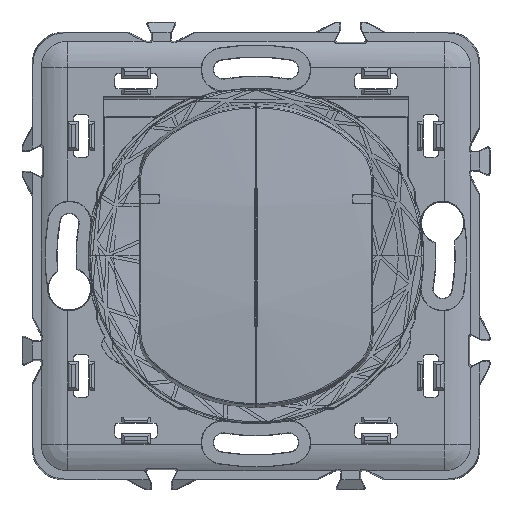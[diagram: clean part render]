
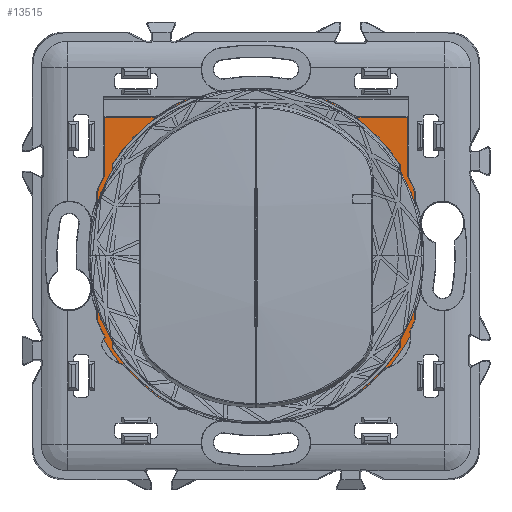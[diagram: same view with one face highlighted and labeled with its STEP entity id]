
A CAD part, top view. The second image highlights one B-rep face of the part: STEP entity #13515.
In plain terms, the highlighted planar face has unit normal (0, 0, 1).
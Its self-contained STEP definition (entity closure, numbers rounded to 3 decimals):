
#13330=AXIS2_PLACEMENT_3D('Circle Axis2P3D',#13328,#13329,$) ;
#13351=AXIS2_PLACEMENT_3D('Plane Axis2P3D',#13348,#13349,#13350) ;
#13364=AXIS2_PLACEMENT_3D('Circle Axis2P3D',#13362,#13363,$) ;
#13371=AXIS2_PLACEMENT_3D('Circle Axis2P3D',#13369,#13370,$) ;
#13378=AXIS2_PLACEMENT_3D('Circle Axis2P3D',#13376,#13377,$) ;
#13385=AXIS2_PLACEMENT_3D('Circle Axis2P3D',#13383,#13384,$) ;
#13392=AXIS2_PLACEMENT_3D('Circle Axis2P3D',#13390,#13391,$) ;
#13406=AXIS2_PLACEMENT_3D('Circle Axis2P3D',#13404,#13405,$) ;
#13427=AXIS2_PLACEMENT_3D('Circle Axis2P3D',#13425,#13426,$) ;
#13441=AXIS2_PLACEMENT_3D('Circle Axis2P3D',#13439,#13440,$) ;
#13462=AXIS2_PLACEMENT_3D('Circle Axis2P3D',#13460,#13461,$) ;
#13474=AXIS2_PLACEMENT_3D('Circle Axis2P3D',#13472,#13473,$) ;
#13481=AXIS2_PLACEMENT_3D('Circle Axis2P3D',#13479,#13480,$) ;
#13488=AXIS2_PLACEMENT_3D('Circle Axis2P3D',#13486,#13487,$) ;
#12801=CARTESIAN_POINT('Vertex',(-24.087,-13.27,31.243)) ;
#12804=CARTESIAN_POINT('Line Origine',(-16.428,-0.005,31.243)) ;
#12808=CARTESIAN_POINT('Vertex',(-23.852,-12.864,31.243)) ;
#13328=CARTESIAN_POINT('Axis2P3D Location',(0.,0.,31.243)) ;
#13332=CARTESIAN_POINT('Vertex',(-25.15,-10.094,31.243)) ;
#13348=CARTESIAN_POINT('Axis2P3D Location',(0.,0.,31.243)) ;
#13353=CARTESIAN_POINT('Line Origine',(0.,-24.15,31.243)) ;
#13357=CARTESIAN_POINT('Vertex',(12.296,-24.15,31.243)) ;
#13359=CARTESIAN_POINT('Vertex',(-12.296,-24.15,31.243)) ;
#13362=CARTESIAN_POINT('Axis2P3D Location',(0.,0.,31.243)) ;
#13366=CARTESIAN_POINT('Vertex',(20.548,-17.669,31.243)) ;
#13369=CARTESIAN_POINT('Axis2P3D Location',(19.409,-12.8,31.243)) ;
#13373=CARTESIAN_POINT('Vertex',(21.258,-17.446,31.243)) ;
#13376=CARTESIAN_POINT('Axis2P3D Location',(0.,0.,31.243)) ;
#13380=CARTESIAN_POINT('Vertex',(24.408,-12.67,31.243)) ;
#13383=CARTESIAN_POINT('Axis2P3D Location',(19.409,-12.8,31.243)) ;
#13387=CARTESIAN_POINT('Vertex',(24.333,-11.93,31.243)) ;
#13390=CARTESIAN_POINT('Axis2P3D Location',(0.,0.,31.243)) ;
#13394=CARTESIAN_POINT('Vertex',(25.15,-10.094,31.243)) ;
#13397=CARTESIAN_POINT('Line Origine',(25.15,0.,31.243)) ;
#13401=CARTESIAN_POINT('Vertex',(25.15,10.094,31.243)) ;
#13404=CARTESIAN_POINT('Axis2P3D Location',(0.,0.,31.243)) ;
#13408=CARTESIAN_POINT('Vertex',(24.,12.586,31.243)) ;
#13411=CARTESIAN_POINT('Line Origine',(24.,17.293,31.243)) ;
#13415=CARTESIAN_POINT('Vertex',(24.,22.,31.243)) ;
#13418=CARTESIAN_POINT('Line Origine',(19.912,22.,31.243)) ;
#13422=CARTESIAN_POINT('Vertex',(15.824,22.,31.243)) ;
#13425=CARTESIAN_POINT('Axis2P3D Location',(0.,0.,31.243)) ;
#13429=CARTESIAN_POINT('Vertex',(10.094,25.15,31.243)) ;
#13432=CARTESIAN_POINT('Line Origine',(0.,25.15,31.243)) ;
#13436=CARTESIAN_POINT('Vertex',(-10.094,25.15,31.243)) ;
#13439=CARTESIAN_POINT('Axis2P3D Location',(0.,0.,31.243)) ;
#13443=CARTESIAN_POINT('Vertex',(-15.824,22.,31.243)) ;
#13446=CARTESIAN_POINT('Line Origine',(-19.912,22.,31.243)) ;
#13450=CARTESIAN_POINT('Vertex',(-24.,22.,31.243)) ;
#13453=CARTESIAN_POINT('Line Origine',(-24.,17.293,31.243)) ;
#13457=CARTESIAN_POINT('Vertex',(-24.,12.586,31.243)) ;
#13460=CARTESIAN_POINT('Axis2P3D Location',(0.,0.,31.243)) ;
#13464=CARTESIAN_POINT('Vertex',(-25.15,10.094,31.243)) ;
#13467=CARTESIAN_POINT('Line Origine',(-25.15,0.,31.243)) ;
#13472=CARTESIAN_POINT('Axis2P3D Location',(0.,0.,31.243)) ;
#13476=CARTESIAN_POINT('Vertex',(-21.713,-16.876,31.243)) ;
#13479=CARTESIAN_POINT('Axis2P3D Location',(-19.742,-12.281,31.243)) ;
#13483=CARTESIAN_POINT('Vertex',(-21.01,-17.117,31.243)) ;
#13486=CARTESIAN_POINT('Axis2P3D Location',(0.,0.,31.243)) ;
#12805=DIRECTION('Vector Direction',(-0.5,-0.866,0.)) ;
#13329=DIRECTION('Axis2P3D Direction',(0.,0.,1.)) ;
#13349=DIRECTION('Axis2P3D Direction',(0.,0.,1.)) ;
#13350=DIRECTION('Axis2P3D XDirection',(1.,0.,0.)) ;
#13354=DIRECTION('Vector Direction',(-1.,0.,0.)) ;
#13363=DIRECTION('Axis2P3D Direction',(0.,0.,1.)) ;
#13370=DIRECTION('Axis2P3D Direction',(0.,0.,1.)) ;
#13377=DIRECTION('Axis2P3D Direction',(0.,0.,1.)) ;
#13384=DIRECTION('Axis2P3D Direction',(0.,0.,1.)) ;
#13391=DIRECTION('Axis2P3D Direction',(0.,0.,1.)) ;
#13398=DIRECTION('Vector Direction',(0.,1.,0.)) ;
#13405=DIRECTION('Axis2P3D Direction',(0.,0.,1.)) ;
#13412=DIRECTION('Vector Direction',(0.,1.,0.)) ;
#13419=DIRECTION('Vector Direction',(1.,0.,0.)) ;
#13426=DIRECTION('Axis2P3D Direction',(0.,0.,1.)) ;
#13433=DIRECTION('Vector Direction',(1.,0.,0.)) ;
#13440=DIRECTION('Axis2P3D Direction',(0.,0.,1.)) ;
#13447=DIRECTION('Vector Direction',(1.,0.,0.)) ;
#13454=DIRECTION('Vector Direction',(0.,1.,0.)) ;
#13461=DIRECTION('Axis2P3D Direction',(0.,0.,1.)) ;
#13468=DIRECTION('Vector Direction',(0.,-1.,0.)) ;
#13473=DIRECTION('Axis2P3D Direction',(0.,0.,1.)) ;
#13480=DIRECTION('Axis2P3D Direction',(0.,0.,1.)) ;
#13487=DIRECTION('Axis2P3D Direction',(0.,0.,1.)) ;
#12806=VECTOR('Line Direction',#12805,1.) ;
#13355=VECTOR('Line Direction',#13354,1.) ;
#13399=VECTOR('Line Direction',#13398,1.) ;
#13413=VECTOR('Line Direction',#13412,1.) ;
#13420=VECTOR('Line Direction',#13419,1.) ;
#13434=VECTOR('Line Direction',#13433,1.) ;
#13448=VECTOR('Line Direction',#13447,1.) ;
#13455=VECTOR('Line Direction',#13454,1.) ;
#13469=VECTOR('Line Direction',#13468,1.) ;
#13492=ORIENTED_EDGE('',*,*,#13361,.F.) ;
#13493=ORIENTED_EDGE('',*,*,#13368,.F.) ;
#13494=ORIENTED_EDGE('',*,*,#13375,.T.) ;
#13495=ORIENTED_EDGE('',*,*,#13382,.T.) ;
#13496=ORIENTED_EDGE('',*,*,#13389,.T.) ;
#13497=ORIENTED_EDGE('',*,*,#13396,.F.) ;
#13498=ORIENTED_EDGE('',*,*,#13403,.F.) ;
#13499=ORIENTED_EDGE('',*,*,#13410,.F.) ;
#13500=ORIENTED_EDGE('',*,*,#13417,.F.) ;
#13501=ORIENTED_EDGE('',*,*,#13424,.F.) ;
#13502=ORIENTED_EDGE('',*,*,#13431,.F.) ;
#13503=ORIENTED_EDGE('',*,*,#13438,.F.) ;
#13504=ORIENTED_EDGE('',*,*,#13445,.F.) ;
#13505=ORIENTED_EDGE('',*,*,#13452,.F.) ;
#13506=ORIENTED_EDGE('',*,*,#13459,.F.) ;
#13507=ORIENTED_EDGE('',*,*,#13466,.F.) ;
#13508=ORIENTED_EDGE('',*,*,#13471,.F.) ;
#13509=ORIENTED_EDGE('',*,*,#13334,.F.) ;
#13510=ORIENTED_EDGE('',*,*,#12810,.T.) ;
#13511=ORIENTED_EDGE('',*,*,#13478,.T.) ;
#13512=ORIENTED_EDGE('',*,*,#13485,.T.) ;
#13513=ORIENTED_EDGE('',*,*,#13490,.F.) ;
#13515=ADVANCED_FACE('AG13891_A .1\\GH01242_A.1\\Corps principal',(#13514),#13352,.T.) ;
#13331=CIRCLE('generated circle',#13330,27.1) ;
#13365=CIRCLE('generated circle',#13364,27.1) ;
#13372=CIRCLE('generated circle',#13371,5.) ;
#13379=CIRCLE('generated circle',#13378,27.5) ;
#13386=CIRCLE('generated circle',#13385,5.) ;
#13393=CIRCLE('generated circle',#13392,27.1) ;
#13407=CIRCLE('generated circle',#13406,27.1) ;
#13428=CIRCLE('generated circle',#13427,27.1) ;
#13442=CIRCLE('generated circle',#13441,27.1) ;
#13463=CIRCLE('generated circle',#13462,27.1) ;
#13475=CIRCLE('generated circle',#13474,27.5) ;
#13482=CIRCLE('generated circle',#13481,5.) ;
#13489=CIRCLE('generated circle',#13488,27.1) ;
#12810=EDGE_CURVE('',#12809,#12802,#12807,.T.) ;
#13334=EDGE_CURVE('',#12809,#13333,#13331,.F.) ;
#13361=EDGE_CURVE('',#13358,#13360,#13356,.T.) ;
#13368=EDGE_CURVE('',#13367,#13358,#13365,.F.) ;
#13375=EDGE_CURVE('',#13367,#13374,#13372,.T.) ;
#13382=EDGE_CURVE('',#13374,#13381,#13379,.T.) ;
#13389=EDGE_CURVE('',#13381,#13388,#13386,.T.) ;
#13396=EDGE_CURVE('',#13395,#13388,#13393,.F.) ;
#13403=EDGE_CURVE('',#13402,#13395,#13400,.F.) ;
#13410=EDGE_CURVE('',#13409,#13402,#13407,.F.) ;
#13417=EDGE_CURVE('',#13416,#13409,#13414,.F.) ;
#13424=EDGE_CURVE('',#13423,#13416,#13421,.T.) ;
#13431=EDGE_CURVE('',#13430,#13423,#13428,.F.) ;
#13438=EDGE_CURVE('',#13437,#13430,#13435,.T.) ;
#13445=EDGE_CURVE('',#13444,#13437,#13442,.F.) ;
#13452=EDGE_CURVE('',#13451,#13444,#13449,.T.) ;
#13459=EDGE_CURVE('',#13458,#13451,#13456,.T.) ;
#13466=EDGE_CURVE('',#13465,#13458,#13463,.F.) ;
#13471=EDGE_CURVE('',#13333,#13465,#13470,.F.) ;
#13478=EDGE_CURVE('',#12802,#13477,#13475,.T.) ;
#13485=EDGE_CURVE('',#13477,#13484,#13482,.T.) ;
#13490=EDGE_CURVE('',#13360,#13484,#13489,.F.) ;
#13491=EDGE_LOOP('',(#13492,#13493,#13494,#13495,#13496,#13497,#13498,#13499,#13500,#13501,#13502,#13503,#13504,#13505,#13506,#13507,#13508,#13509,#13510,#13511,#13512,#13513)) ;
#13514=FACE_OUTER_BOUND('',#13491,.T.) ;
#12807=LINE('Line',#12804,#12806) ;
#13356=LINE('Line',#13353,#13355) ;
#13400=LINE('Line',#13397,#13399) ;
#13414=LINE('Line',#13411,#13413) ;
#13421=LINE('Line',#13418,#13420) ;
#13435=LINE('Line',#13432,#13434) ;
#13449=LINE('Line',#13446,#13448) ;
#13456=LINE('Line',#13453,#13455) ;
#13470=LINE('Line',#13467,#13469) ;
#13352=PLANE('',#13351) ;
#12802=VERTEX_POINT('',#12801) ;
#12809=VERTEX_POINT('',#12808) ;
#13333=VERTEX_POINT('',#13332) ;
#13358=VERTEX_POINT('',#13357) ;
#13360=VERTEX_POINT('',#13359) ;
#13367=VERTEX_POINT('',#13366) ;
#13374=VERTEX_POINT('',#13373) ;
#13381=VERTEX_POINT('',#13380) ;
#13388=VERTEX_POINT('',#13387) ;
#13395=VERTEX_POINT('',#13394) ;
#13402=VERTEX_POINT('',#13401) ;
#13409=VERTEX_POINT('',#13408) ;
#13416=VERTEX_POINT('',#13415) ;
#13423=VERTEX_POINT('',#13422) ;
#13430=VERTEX_POINT('',#13429) ;
#13437=VERTEX_POINT('',#13436) ;
#13444=VERTEX_POINT('',#13443) ;
#13451=VERTEX_POINT('',#13450) ;
#13458=VERTEX_POINT('',#13457) ;
#13465=VERTEX_POINT('',#13464) ;
#13477=VERTEX_POINT('',#13476) ;
#13484=VERTEX_POINT('',#13483) ;
